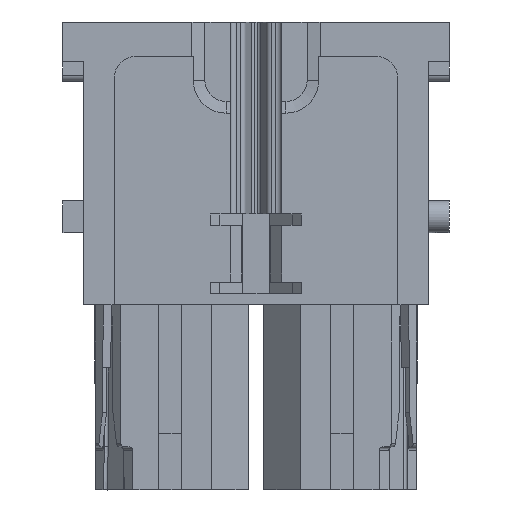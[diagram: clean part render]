
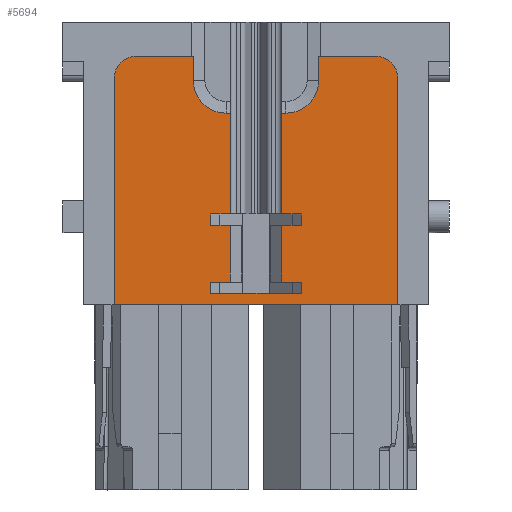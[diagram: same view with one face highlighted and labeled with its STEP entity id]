
A CAD part, left-side view. The second image highlights one B-rep face of the part: STEP entity #5694.
In plain terms, the highlighted planar face has unit normal (-1, 0, 0).
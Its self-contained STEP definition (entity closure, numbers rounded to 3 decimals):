
#5474=AXIS2_PLACEMENT_3D('Plane Axis2P3D',#5471,#5472,#5473) ;
#5501=AXIS2_PLACEMENT_3D('Circle Axis2P3D',#5499,#5500,$) ;
#5522=AXIS2_PLACEMENT_3D('Circle Axis2P3D',#5520,#5521,$) ;
#5534=AXIS2_PLACEMENT_3D('Circle Axis2P3D',#5532,#5533,$) ;
#5555=AXIS2_PLACEMENT_3D('Circle Axis2P3D',#5553,#5554,$) ;
#2865=CARTESIAN_POINT('Vertex',(0.02,4.5,16.3)) ;
#2868=CARTESIAN_POINT('Line Origine',(0.02,17.,16.3)) ;
#2872=CARTESIAN_POINT('Vertex',(0.02,29.5,16.3)) ;
#5456=CARTESIAN_POINT('Vertex',(0.02,4.5,36.2)) ;
#5459=CARTESIAN_POINT('Line Origine',(0.02,4.5,26.25)) ;
#5471=CARTESIAN_POINT('Axis2P3D Location',(0.02,17.,37.55)) ;
#5476=CARTESIAN_POINT('Line Origine',(0.02,20.125,24.3)) ;
#5480=CARTESIAN_POINT('Vertex',(0.02,21.,24.3)) ;
#5482=CARTESIAN_POINT('Vertex',(0.02,19.25,24.3)) ;
#5485=CARTESIAN_POINT('Line Origine',(0.02,19.25,28.74)) ;
#5489=CARTESIAN_POINT('Vertex',(0.02,19.25,33.179)) ;
#5492=CARTESIAN_POINT('Line Origine',(0.02,19.442,33.179)) ;
#5496=CARTESIAN_POINT('Vertex',(0.02,19.634,33.179)) ;
#5499=CARTESIAN_POINT('Axis2P3D Location',(0.02,19.634,36.066)) ;
#5503=CARTESIAN_POINT('Vertex',(0.02,22.521,36.066)) ;
#5506=CARTESIAN_POINT('Line Origine',(0.02,22.521,37.133)) ;
#5510=CARTESIAN_POINT('Vertex',(0.02,22.521,38.2)) ;
#5513=CARTESIAN_POINT('Line Origine',(0.02,25.01,38.2)) ;
#5517=CARTESIAN_POINT('Vertex',(0.02,27.5,38.2)) ;
#5520=CARTESIAN_POINT('Axis2P3D Location',(0.02,27.5,36.2)) ;
#5524=CARTESIAN_POINT('Vertex',(0.02,29.5,36.2)) ;
#5527=CARTESIAN_POINT('Line Origine',(0.02,29.5,26.25)) ;
#5532=CARTESIAN_POINT('Axis2P3D Location',(0.02,6.5,36.2)) ;
#5536=CARTESIAN_POINT('Vertex',(0.02,6.5,38.2)) ;
#5539=CARTESIAN_POINT('Line Origine',(0.02,8.99,38.2)) ;
#5543=CARTESIAN_POINT('Vertex',(0.02,11.479,38.2)) ;
#5546=CARTESIAN_POINT('Line Origine',(0.02,11.479,37.133)) ;
#5550=CARTESIAN_POINT('Vertex',(0.02,11.479,36.066)) ;
#5553=CARTESIAN_POINT('Axis2P3D Location',(0.02,14.366,36.066)) ;
#5557=CARTESIAN_POINT('Vertex',(0.02,14.366,33.179)) ;
#5560=CARTESIAN_POINT('Line Origine',(0.02,14.558,33.179)) ;
#5564=CARTESIAN_POINT('Vertex',(0.02,14.75,33.179)) ;
#5567=CARTESIAN_POINT('Line Origine',(0.02,14.75,28.74)) ;
#5571=CARTESIAN_POINT('Vertex',(0.02,14.75,24.3)) ;
#5574=CARTESIAN_POINT('Line Origine',(0.02,13.875,24.3)) ;
#5578=CARTESIAN_POINT('Vertex',(0.02,13.,24.3)) ;
#5581=CARTESIAN_POINT('Line Origine',(0.02,13.,23.8)) ;
#5585=CARTESIAN_POINT('Vertex',(0.02,13.,23.3)) ;
#5588=CARTESIAN_POINT('Line Origine',(0.02,13.875,23.3)) ;
#5592=CARTESIAN_POINT('Vertex',(0.02,14.75,23.3)) ;
#5595=CARTESIAN_POINT('Line Origine',(0.02,14.75,20.8)) ;
#5599=CARTESIAN_POINT('Vertex',(0.02,14.75,18.3)) ;
#5602=CARTESIAN_POINT('Line Origine',(0.02,13.875,18.3)) ;
#5606=CARTESIAN_POINT('Vertex',(0.02,13.,18.3)) ;
#5609=CARTESIAN_POINT('Line Origine',(0.02,13.,17.8)) ;
#5613=CARTESIAN_POINT('Vertex',(0.02,13.,17.3)) ;
#5616=CARTESIAN_POINT('Line Origine',(0.02,15.,17.3)) ;
#5620=CARTESIAN_POINT('Vertex',(0.02,17.,17.3)) ;
#5623=CARTESIAN_POINT('Line Origine',(0.02,19.,17.3)) ;
#5627=CARTESIAN_POINT('Vertex',(0.02,21.,17.3)) ;
#5630=CARTESIAN_POINT('Line Origine',(0.02,21.,17.8)) ;
#5634=CARTESIAN_POINT('Vertex',(0.02,21.,18.3)) ;
#5637=CARTESIAN_POINT('Line Origine',(0.02,20.125,18.3)) ;
#5641=CARTESIAN_POINT('Vertex',(0.02,19.25,18.3)) ;
#5644=CARTESIAN_POINT('Line Origine',(0.02,19.25,20.8)) ;
#5648=CARTESIAN_POINT('Vertex',(0.02,19.25,23.3)) ;
#5651=CARTESIAN_POINT('Line Origine',(0.02,20.125,23.3)) ;
#5655=CARTESIAN_POINT('Vertex',(0.02,21.,23.3)) ;
#5658=CARTESIAN_POINT('Line Origine',(0.02,21.,23.8)) ;
#2869=DIRECTION('Vector Direction',(0.,1.,0.)) ;
#5460=DIRECTION('Vector Direction',(0.,0.,1.)) ;
#5472=DIRECTION('Axis2P3D Direction',(1.,0.,0.)) ;
#5473=DIRECTION('Axis2P3D XDirection',(0.,1.,0.)) ;
#5477=DIRECTION('Vector Direction',(0.,1.,0.)) ;
#5486=DIRECTION('Vector Direction',(0.,0.,-1.)) ;
#5493=DIRECTION('Vector Direction',(0.,-1.,0.)) ;
#5500=DIRECTION('Axis2P3D Direction',(1.,0.,0.)) ;
#5507=DIRECTION('Vector Direction',(0.,0.,1.)) ;
#5514=DIRECTION('Vector Direction',(0.,1.,0.)) ;
#5521=DIRECTION('Axis2P3D Direction',(1.,0.,0.)) ;
#5528=DIRECTION('Vector Direction',(0.,0.,-1.)) ;
#5533=DIRECTION('Axis2P3D Direction',(1.,0.,0.)) ;
#5540=DIRECTION('Vector Direction',(0.,1.,0.)) ;
#5547=DIRECTION('Vector Direction',(0.,0.,1.)) ;
#5554=DIRECTION('Axis2P3D Direction',(1.,0.,0.)) ;
#5561=DIRECTION('Vector Direction',(0.,-1.,0.)) ;
#5568=DIRECTION('Vector Direction',(0.,0.,-1.)) ;
#5575=DIRECTION('Vector Direction',(0.,-1.,0.)) ;
#5582=DIRECTION('Vector Direction',(0.,0.,-1.)) ;
#5589=DIRECTION('Vector Direction',(0.,1.,0.)) ;
#5596=DIRECTION('Vector Direction',(0.,0.,-1.)) ;
#5603=DIRECTION('Vector Direction',(0.,-1.,0.)) ;
#5610=DIRECTION('Vector Direction',(0.,0.,-1.)) ;
#5617=DIRECTION('Vector Direction',(0.,1.,0.)) ;
#5624=DIRECTION('Vector Direction',(0.,-1.,0.)) ;
#5631=DIRECTION('Vector Direction',(0.,0.,-1.)) ;
#5638=DIRECTION('Vector Direction',(0.,1.,0.)) ;
#5645=DIRECTION('Vector Direction',(0.,0.,-1.)) ;
#5652=DIRECTION('Vector Direction',(0.,-1.,0.)) ;
#5659=DIRECTION('Vector Direction',(0.,0.,-1.)) ;
#2870=VECTOR('Line Direction',#2869,1.) ;
#5461=VECTOR('Line Direction',#5460,1.) ;
#5478=VECTOR('Line Direction',#5477,1.) ;
#5487=VECTOR('Line Direction',#5486,1.) ;
#5494=VECTOR('Line Direction',#5493,1.) ;
#5508=VECTOR('Line Direction',#5507,1.) ;
#5515=VECTOR('Line Direction',#5514,1.) ;
#5529=VECTOR('Line Direction',#5528,1.) ;
#5541=VECTOR('Line Direction',#5540,1.) ;
#5548=VECTOR('Line Direction',#5547,1.) ;
#5562=VECTOR('Line Direction',#5561,1.) ;
#5569=VECTOR('Line Direction',#5568,1.) ;
#5576=VECTOR('Line Direction',#5575,1.) ;
#5583=VECTOR('Line Direction',#5582,1.) ;
#5590=VECTOR('Line Direction',#5589,1.) ;
#5597=VECTOR('Line Direction',#5596,1.) ;
#5604=VECTOR('Line Direction',#5603,1.) ;
#5611=VECTOR('Line Direction',#5610,1.) ;
#5618=VECTOR('Line Direction',#5617,1.) ;
#5625=VECTOR('Line Direction',#5624,1.) ;
#5632=VECTOR('Line Direction',#5631,1.) ;
#5639=VECTOR('Line Direction',#5638,1.) ;
#5646=VECTOR('Line Direction',#5645,1.) ;
#5653=VECTOR('Line Direction',#5652,1.) ;
#5660=VECTOR('Line Direction',#5659,1.) ;
#5664=ORIENTED_EDGE('',*,*,#5484,.T.) ;
#5665=ORIENTED_EDGE('',*,*,#5491,.F.) ;
#5666=ORIENTED_EDGE('',*,*,#5498,.F.) ;
#5667=ORIENTED_EDGE('',*,*,#5505,.T.) ;
#5668=ORIENTED_EDGE('',*,*,#5512,.T.) ;
#5669=ORIENTED_EDGE('',*,*,#5519,.T.) ;
#5670=ORIENTED_EDGE('',*,*,#5526,.T.) ;
#5671=ORIENTED_EDGE('',*,*,#5531,.T.) ;
#5672=ORIENTED_EDGE('',*,*,#2874,.F.) ;
#5673=ORIENTED_EDGE('',*,*,#5463,.T.) ;
#5674=ORIENTED_EDGE('',*,*,#5538,.T.) ;
#5675=ORIENTED_EDGE('',*,*,#5545,.T.) ;
#5676=ORIENTED_EDGE('',*,*,#5552,.F.) ;
#5677=ORIENTED_EDGE('',*,*,#5559,.T.) ;
#5678=ORIENTED_EDGE('',*,*,#5566,.F.) ;
#5679=ORIENTED_EDGE('',*,*,#5573,.T.) ;
#5680=ORIENTED_EDGE('',*,*,#5580,.T.) ;
#5681=ORIENTED_EDGE('',*,*,#5587,.T.) ;
#5682=ORIENTED_EDGE('',*,*,#5594,.T.) ;
#5683=ORIENTED_EDGE('',*,*,#5601,.T.) ;
#5684=ORIENTED_EDGE('',*,*,#5608,.T.) ;
#5685=ORIENTED_EDGE('',*,*,#5615,.T.) ;
#5686=ORIENTED_EDGE('',*,*,#5622,.T.) ;
#5687=ORIENTED_EDGE('',*,*,#5629,.T.) ;
#5688=ORIENTED_EDGE('',*,*,#5636,.T.) ;
#5689=ORIENTED_EDGE('',*,*,#5643,.T.) ;
#5690=ORIENTED_EDGE('',*,*,#5650,.T.) ;
#5691=ORIENTED_EDGE('',*,*,#5657,.T.) ;
#5692=ORIENTED_EDGE('',*,*,#5662,.T.) ;
#5694=ADVANCED_FACE('Hauptk\X2\00F6\X0\rper',(#5693),#5475,.F.) ;
#5502=CIRCLE('generated circle',#5501,2.887) ;
#5523=CIRCLE('generated circle',#5522,2.) ;
#5535=CIRCLE('generated circle',#5534,2.) ;
#5556=CIRCLE('generated circle',#5555,2.887) ;
#2874=EDGE_CURVE('',#2866,#2873,#2871,.T.) ;
#5463=EDGE_CURVE('',#2866,#5457,#5462,.T.) ;
#5484=EDGE_CURVE('',#5481,#5483,#5479,.F.) ;
#5491=EDGE_CURVE('',#5490,#5483,#5488,.T.) ;
#5498=EDGE_CURVE('',#5497,#5490,#5495,.T.) ;
#5505=EDGE_CURVE('',#5497,#5504,#5502,.T.) ;
#5512=EDGE_CURVE('',#5504,#5511,#5509,.T.) ;
#5519=EDGE_CURVE('',#5511,#5518,#5516,.T.) ;
#5526=EDGE_CURVE('',#5518,#5525,#5523,.F.) ;
#5531=EDGE_CURVE('',#5525,#2873,#5530,.T.) ;
#5538=EDGE_CURVE('',#5457,#5537,#5535,.F.) ;
#5545=EDGE_CURVE('',#5537,#5544,#5542,.T.) ;
#5552=EDGE_CURVE('',#5551,#5544,#5549,.T.) ;
#5559=EDGE_CURVE('',#5551,#5558,#5556,.T.) ;
#5566=EDGE_CURVE('',#5565,#5558,#5563,.T.) ;
#5573=EDGE_CURVE('',#5565,#5572,#5570,.T.) ;
#5580=EDGE_CURVE('',#5572,#5579,#5577,.T.) ;
#5587=EDGE_CURVE('',#5579,#5586,#5584,.T.) ;
#5594=EDGE_CURVE('',#5586,#5593,#5591,.T.) ;
#5601=EDGE_CURVE('',#5593,#5600,#5598,.T.) ;
#5608=EDGE_CURVE('',#5600,#5607,#5605,.T.) ;
#5615=EDGE_CURVE('',#5607,#5614,#5612,.T.) ;
#5622=EDGE_CURVE('',#5614,#5621,#5619,.T.) ;
#5629=EDGE_CURVE('',#5621,#5628,#5626,.F.) ;
#5636=EDGE_CURVE('',#5628,#5635,#5633,.F.) ;
#5643=EDGE_CURVE('',#5635,#5642,#5640,.F.) ;
#5650=EDGE_CURVE('',#5642,#5649,#5647,.F.) ;
#5657=EDGE_CURVE('',#5649,#5656,#5654,.F.) ;
#5662=EDGE_CURVE('',#5656,#5481,#5661,.F.) ;
#5663=EDGE_LOOP('',(#5664,#5665,#5666,#5667,#5668,#5669,#5670,#5671,#5672,#5673,#5674,#5675,#5676,#5677,#5678,#5679,#5680,#5681,#5682,#5683,#5684,#5685,#5686,#5687,#5688,#5689,#5690,#5691,#5692)) ;
#5693=FACE_OUTER_BOUND('',#5663,.T.) ;
#2871=LINE('Line',#2868,#2870) ;
#5462=LINE('Line',#5459,#5461) ;
#5479=LINE('Line',#5476,#5478) ;
#5488=LINE('Line',#5485,#5487) ;
#5495=LINE('Line',#5492,#5494) ;
#5509=LINE('Line',#5506,#5508) ;
#5516=LINE('Line',#5513,#5515) ;
#5530=LINE('Line',#5527,#5529) ;
#5542=LINE('Line',#5539,#5541) ;
#5549=LINE('Line',#5546,#5548) ;
#5563=LINE('Line',#5560,#5562) ;
#5570=LINE('Line',#5567,#5569) ;
#5577=LINE('Line',#5574,#5576) ;
#5584=LINE('Line',#5581,#5583) ;
#5591=LINE('Line',#5588,#5590) ;
#5598=LINE('Line',#5595,#5597) ;
#5605=LINE('Line',#5602,#5604) ;
#5612=LINE('Line',#5609,#5611) ;
#5619=LINE('Line',#5616,#5618) ;
#5626=LINE('Line',#5623,#5625) ;
#5633=LINE('Line',#5630,#5632) ;
#5640=LINE('Line',#5637,#5639) ;
#5647=LINE('Line',#5644,#5646) ;
#5654=LINE('Line',#5651,#5653) ;
#5661=LINE('Line',#5658,#5660) ;
#5475=PLANE('',#5474) ;
#2866=VERTEX_POINT('',#2865) ;
#2873=VERTEX_POINT('',#2872) ;
#5457=VERTEX_POINT('',#5456) ;
#5481=VERTEX_POINT('',#5480) ;
#5483=VERTEX_POINT('',#5482) ;
#5490=VERTEX_POINT('',#5489) ;
#5497=VERTEX_POINT('',#5496) ;
#5504=VERTEX_POINT('',#5503) ;
#5511=VERTEX_POINT('',#5510) ;
#5518=VERTEX_POINT('',#5517) ;
#5525=VERTEX_POINT('',#5524) ;
#5537=VERTEX_POINT('',#5536) ;
#5544=VERTEX_POINT('',#5543) ;
#5551=VERTEX_POINT('',#5550) ;
#5558=VERTEX_POINT('',#5557) ;
#5565=VERTEX_POINT('',#5564) ;
#5572=VERTEX_POINT('',#5571) ;
#5579=VERTEX_POINT('',#5578) ;
#5586=VERTEX_POINT('',#5585) ;
#5593=VERTEX_POINT('',#5592) ;
#5600=VERTEX_POINT('',#5599) ;
#5607=VERTEX_POINT('',#5606) ;
#5614=VERTEX_POINT('',#5613) ;
#5621=VERTEX_POINT('',#5620) ;
#5628=VERTEX_POINT('',#5627) ;
#5635=VERTEX_POINT('',#5634) ;
#5642=VERTEX_POINT('',#5641) ;
#5649=VERTEX_POINT('',#5648) ;
#5656=VERTEX_POINT('',#5655) ;
